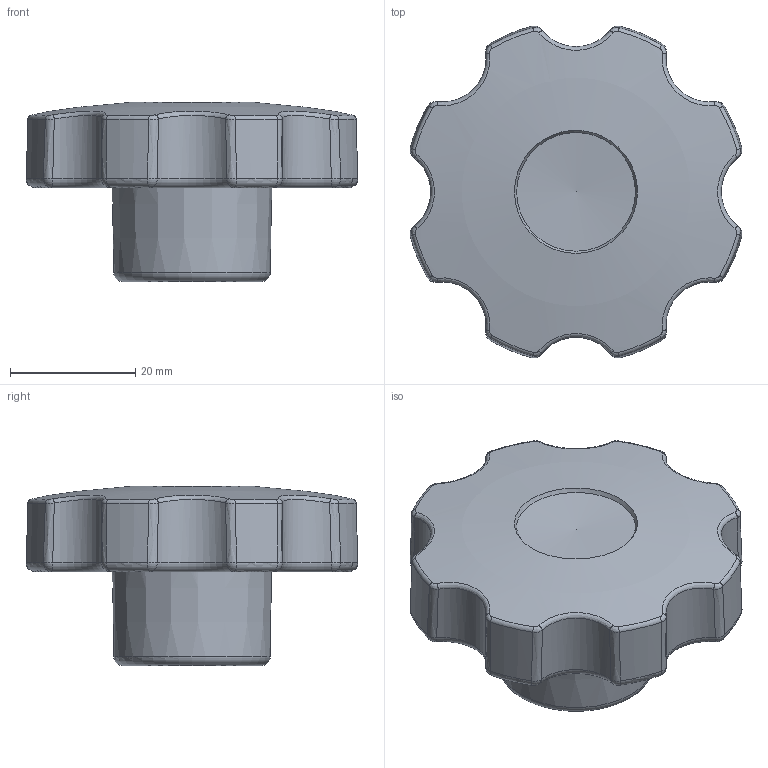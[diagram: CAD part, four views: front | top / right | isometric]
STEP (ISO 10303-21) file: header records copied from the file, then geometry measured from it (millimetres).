
FILE_DESCRIPTION( ( 'Unknown' ), '1' );
FILE_NAME( '6303050_VBA55_M8.stp', 'Unknown', ( 'Unknown' ), ( 'Unknown' ), 'PSStep 11.0', 'Unknown', ' ' );
FILE_SCHEMA( ( 'AUTOMOTIVE_DESIGN { 1 0 10303 214 1 1 1 1 }' ) );
Length unit declared in the file: millimetre
Products named in the file (1): 6303050
Bounding box: 53.12 x 53.12 x 28.67 mm (x, y, z)
Volume: 25021.4 mm3; surface area: 10175.8 mm2
Topology: 1 solids, 1 shells, 227 faces, 565 edges, 323 vertices
Faces by surface type: torus 71, bspline 56, plane 41, cylinder 29, sphere 18, cone 12
Full cylindrical faces by diameter (mm): 6.647 x1
Entity records: 14074 total; most frequent: CARTESIAN_POINT 7271, DIRECTION 1076, ORIENTED_EDGE 1066, EDGE_CURVE 533, AXIS2_PLACEMENT_3D 501, CIRCLE 329, VERTEX_POINT 316, EDGE_LOOP 234
